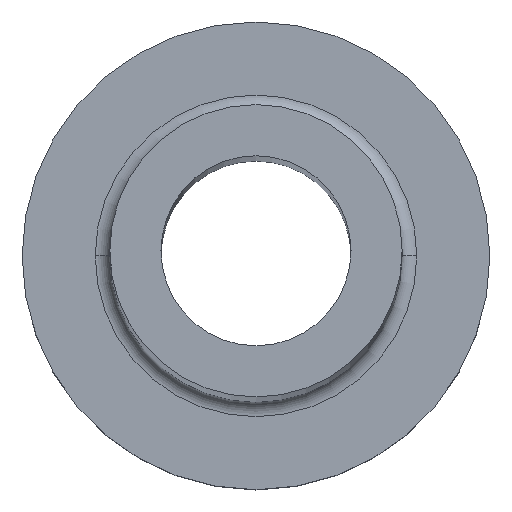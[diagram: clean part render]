
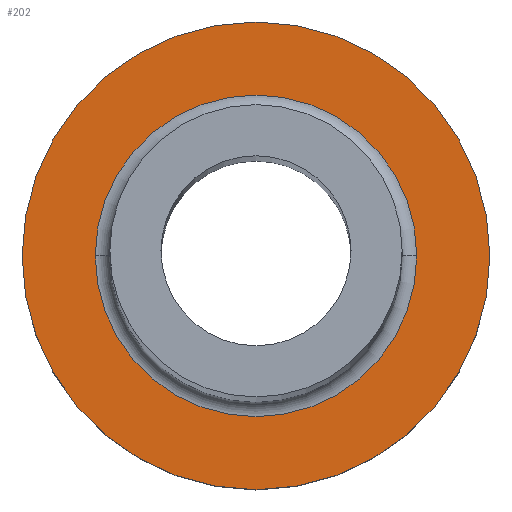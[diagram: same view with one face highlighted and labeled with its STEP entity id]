
A CAD part, top view. The second image highlights one B-rep face of the part: STEP entity #202.
In plain terms, the highlighted planar face has unit normal (0, 0, 1).
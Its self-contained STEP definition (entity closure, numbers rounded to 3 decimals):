
#2 = CARTESIAN_POINT ( 'NONE',  ( 5.5, 0., 5. ) ) ;
#13 = CARTESIAN_POINT ( 'NONE',  ( 0., 0., 5. ) ) ;
#19 = PLANE ( 'NONE',  #378 ) ;
#32 = AXIS2_PLACEMENT_3D ( 'NONE', #13, #183, #272 ) ;
#37 = CARTESIAN_POINT ( 'NONE',  ( -8., 0., 5. ) ) ;
#42 = AXIS2_PLACEMENT_3D ( 'NONE', #112, #180, #209 ) ;
#49 = ORIENTED_EDGE ( 'NONE', *, *, #278, .T. ) ;
#69 = ORIENTED_EDGE ( 'NONE', *, *, #377, .T. ) ;
#80 = CIRCLE ( 'NONE', #32, 8. ) ;
#84 = VERTEX_POINT ( 'NONE', #188 ) ;
#98 = EDGE_LOOP ( 'NONE', ( #49, #69 ) ) ;
#109 = DIRECTION ( 'NONE',  ( 0., 0., 1. ) ) ;
#110 = ORIENTED_EDGE ( 'NONE', *, *, #154, .T. ) ;
#112 = CARTESIAN_POINT ( 'NONE',  ( 0., 0., 5. ) ) ;
#131 = DIRECTION ( 'NONE',  ( 0., 0., -1. ) ) ;
#133 = FACE_OUTER_BOUND ( 'NONE', #136, .T. ) ;
#136 = EDGE_LOOP ( 'NONE', ( #315, #110 ) ) ;
#139 = VERTEX_POINT ( 'NONE', #37 ) ;
#143 = CIRCLE ( 'NONE', #346, 5.5 ) ;
#154 = EDGE_CURVE ( 'NONE', #84, #139, #80, .T. ) ;
#163 = CIRCLE ( 'NONE', #42, 5.5 ) ;
#171 = AXIS2_PLACEMENT_3D ( 'NONE', #342, #283, #194 ) ;
#180 = DIRECTION ( 'NONE',  ( 0., 0., -1. ) ) ;
#183 = DIRECTION ( 'NONE',  ( 0., 0., 1. ) ) ;
#188 = CARTESIAN_POINT ( 'NONE',  ( 8., 0., 5. ) ) ;
#194 = DIRECTION ( 'NONE',  ( 1., 0., 0. ) ) ;
#202 = ADVANCED_FACE ( 'NONE', ( #229, #133 ), #19, .T. ) ;
#209 = DIRECTION ( 'NONE',  ( 1., 0., 0. ) ) ;
#229 = FACE_BOUND ( 'NONE', #98, .T. ) ;
#255 = CARTESIAN_POINT ( 'NONE',  ( 0., 0., 5. ) ) ;
#272 = DIRECTION ( 'NONE',  ( 1., 0., 0. ) ) ;
#278 = EDGE_CURVE ( 'NONE', #351, #333, #143, .T. ) ;
#280 = EDGE_CURVE ( 'NONE', #139, #84, #359, .T. ) ;
#283 = DIRECTION ( 'NONE',  ( 0., 0., 1. ) ) ;
#315 = ORIENTED_EDGE ( 'NONE', *, *, #280, .T. ) ;
#319 = CARTESIAN_POINT ( 'NONE',  ( -5.5, 0., 5. ) ) ;
#333 = VERTEX_POINT ( 'NONE', #319 ) ;
#339 = CARTESIAN_POINT ( 'NONE',  ( 0., 0., 5. ) ) ;
#342 = CARTESIAN_POINT ( 'NONE',  ( 0., 0., 5. ) ) ;
#346 = AXIS2_PLACEMENT_3D ( 'NONE', #339, #131, #374 ) ;
#351 = VERTEX_POINT ( 'NONE', #2 ) ;
#359 = CIRCLE ( 'NONE', #171, 8. ) ;
#373 = DIRECTION ( 'NONE',  ( 1., 0., 0. ) ) ;
#374 = DIRECTION ( 'NONE',  ( 1., 0., 0. ) ) ;
#377 = EDGE_CURVE ( 'NONE', #333, #351, #163, .T. ) ;
#378 = AXIS2_PLACEMENT_3D ( 'NONE', #255, #109, #373 ) ;
